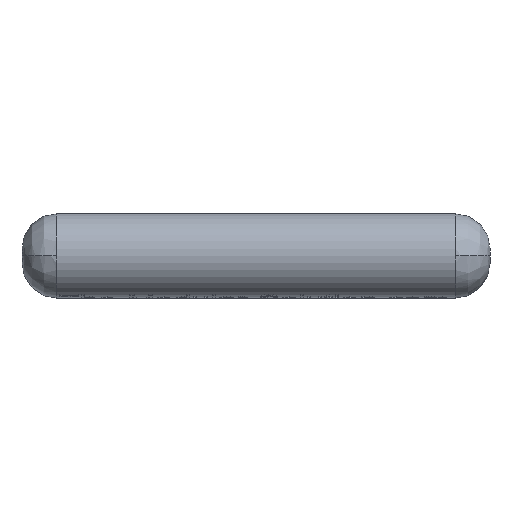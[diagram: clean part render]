
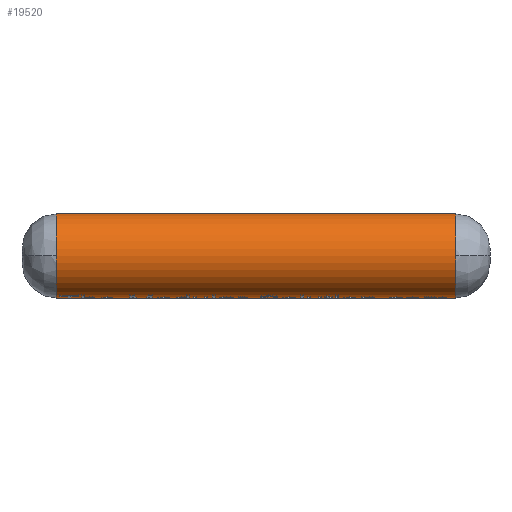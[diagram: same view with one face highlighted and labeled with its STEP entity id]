
A CAD part, top view. The second image highlights one B-rep face of the part: STEP entity #19520.
In plain terms, the highlighted cylindrical face has radius 6.75 mm (diameter 13.5 mm), a partial arc.
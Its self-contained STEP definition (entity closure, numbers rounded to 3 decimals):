
#131 = CARTESIAN_POINT ( 'NONE',  ( 0., 0., 0. ) ) ;
#590 = EDGE_LOOP ( 'NONE', ( #11591, #14418, #10761, #2333, #17251, #5999 ) ) ;
#853 = CARTESIAN_POINT ( 'NONE',  ( 0., -6.75, 0. ) ) ;
#991 = VERTEX_POINT ( 'NONE', #12448 ) ;
#1896 = CARTESIAN_POINT ( 'NONE',  ( 0., 6.75, 0. ) ) ;
#2042 = DIRECTION ( 'NONE',  ( 1., 0., 0. ) ) ;
#2139 = DIRECTION ( 'NONE',  ( 0., 1., 0. ) ) ;
#2263 = DIRECTION ( 'NONE',  ( 0., 1., 0. ) ) ;
#2333 = ORIENTED_EDGE ( 'NONE', *, *, #6022, .F. ) ;
#3445 = LINE ( 'NONE', #1896, #6958 ) ;
#3672 = CARTESIAN_POINT ( 'NONE',  ( 32., 6.75, 0. ) ) ;
#3732 = DIRECTION ( 'NONE',  ( 1., 0., 0. ) ) ;
#3989 = AXIS2_PLACEMENT_3D ( 'NONE', #19364, #3995, #2263 ) ;
#3995 = DIRECTION ( 'NONE',  ( 1., 0., 0. ) ) ;
#4003 = AXIS2_PLACEMENT_3D ( 'NONE', #16017, #2042, #2139 ) ;
#4762 = EDGE_CURVE ( 'NONE', #10850, #4962, #8886, .T. ) ;
#4962 = VERTEX_POINT ( 'NONE', #18655 ) ;
#5047 = CIRCLE ( 'NONE', #13846, 6.75 ) ;
#5999 = ORIENTED_EDGE ( 'NONE', *, *, #11100, .F. ) ;
#6022 = EDGE_CURVE ( 'NONE', #8686, #10850, #8555, .T. ) ;
#6595 = EDGE_CURVE ( 'NONE', #18284, #8686, #3445, .T. ) ;
#6788 = LINE ( 'NONE', #853, #7417 ) ;
#6958 = VECTOR ( 'NONE', #3732, 1000. ) ;
#7247 = DIRECTION ( 'NONE',  ( -1., 0., 0. ) ) ;
#7417 = VECTOR ( 'NONE', #12997, 1000. ) ;
#7777 = CARTESIAN_POINT ( 'NONE',  ( 32., 0., 6.75 ) ) ;
#7802 = CARTESIAN_POINT ( 'NONE',  ( -32., -6.75, 0. ) ) ;
#7893 = FACE_OUTER_BOUND ( 'NONE', #590, .T. ) ;
#8456 = DIRECTION ( 'NONE',  ( 0., 1., 0. ) ) ;
#8555 = CIRCLE ( 'NONE', #4003, 6.75 ) ;
#8623 = AXIS2_PLACEMENT_3D ( 'NONE', #14981, #7247, #8456 ) ;
#8686 = VERTEX_POINT ( 'NONE', #3672 ) ;
#8886 = CIRCLE ( 'NONE', #3989, 6.75 ) ;
#10271 = DIRECTION ( 'NONE',  ( 0., 1., 0. ) ) ;
#10626 = VERTEX_POINT ( 'NONE', #7802 ) ;
#10761 = ORIENTED_EDGE ( 'NONE', *, *, #4762, .F. ) ;
#10850 = VERTEX_POINT ( 'NONE', #7777 ) ;
#11100 = EDGE_CURVE ( 'NONE', #991, #18284, #5047, .T. ) ;
#11109 = EDGE_CURVE ( 'NONE', #10626, #991, #18071, .T. ) ;
#11591 = ORIENTED_EDGE ( 'NONE', *, *, #11109, .F. ) ;
#11824 = CARTESIAN_POINT ( 'NONE',  ( -32., 0., 0. ) ) ;
#12448 = CARTESIAN_POINT ( 'NONE',  ( -32., 0., 6.75 ) ) ;
#12997 = DIRECTION ( 'NONE',  ( 1., 0., 0. ) ) ;
#13846 = AXIS2_PLACEMENT_3D ( 'NONE', #11824, #16206, #10271 ) ;
#14116 = CYLINDRICAL_SURFACE ( 'NONE', #18188, 6.75 ) ;
#14233 = EDGE_CURVE ( 'NONE', #10626, #4962, #6788, .T. ) ;
#14418 = ORIENTED_EDGE ( 'NONE', *, *, #14233, .T. ) ;
#14901 = DIRECTION ( 'NONE',  ( 0., 1., 0. ) ) ;
#14981 = CARTESIAN_POINT ( 'NONE',  ( -32., 0., 0. ) ) ;
#16017 = CARTESIAN_POINT ( 'NONE',  ( 32., 0., 0. ) ) ;
#16206 = DIRECTION ( 'NONE',  ( -1., 0., 0. ) ) ;
#16695 = CARTESIAN_POINT ( 'NONE',  ( -32., 6.75, 0. ) ) ;
#17251 = ORIENTED_EDGE ( 'NONE', *, *, #6595, .F. ) ;
#18071 = CIRCLE ( 'NONE', #8623, 6.75 ) ;
#18188 = AXIS2_PLACEMENT_3D ( 'NONE', #131, #18872, #14901 ) ;
#18284 = VERTEX_POINT ( 'NONE', #16695 ) ;
#18655 = CARTESIAN_POINT ( 'NONE',  ( 32., -6.75, 0. ) ) ;
#18872 = DIRECTION ( 'NONE',  ( 1., 0., 0. ) ) ;
#19364 = CARTESIAN_POINT ( 'NONE',  ( 32., 0., 0. ) ) ;
#19520 = ADVANCED_FACE ( 'NONE', ( #7893 ), #14116, .T. ) ;
